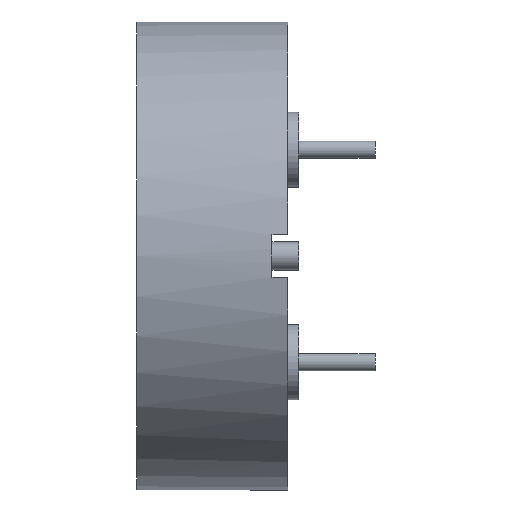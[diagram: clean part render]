
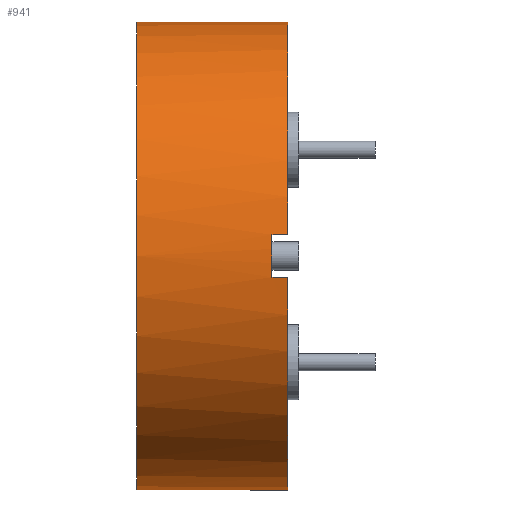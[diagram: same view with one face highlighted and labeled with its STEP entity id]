
A CAD part, left-side view. The second image highlights one B-rep face of the part: STEP entity #941.
In plain terms, the highlighted cylindrical face has radius 11 mm (diameter 22 mm), a partial arc.
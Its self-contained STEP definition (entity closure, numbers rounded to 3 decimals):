
#16 = DIRECTION ( 'NONE',  ( 0., 0., 1. ) ) ;
#37 = CIRCLE ( 'NONE', #268, 11. ) ;
#41 = DIRECTION ( 'NONE',  ( 0., 1., 0. ) ) ;
#43 = VERTEX_POINT ( 'NONE', #381 ) ;
#78 = VERTEX_POINT ( 'NONE', #533 ) ;
#129 = CARTESIAN_POINT ( 'NONE',  ( 0., 7., 11. ) ) ;
#142 = CARTESIAN_POINT ( 'NONE',  ( -10.954, 0.65, 1. ) ) ;
#148 = EDGE_CURVE ( 'NONE', #169, #309, #674, .T. ) ;
#165 = CARTESIAN_POINT ( 'NONE',  ( 0., -0.1, -11. ) ) ;
#169 = VERTEX_POINT ( 'NONE', #610 ) ;
#174 = LINE ( 'NONE', #911, #581 ) ;
#195 = LINE ( 'NONE', #205, #1019 ) ;
#203 = VERTEX_POINT ( 'NONE', #519 ) ;
#205 = CARTESIAN_POINT ( 'NONE',  ( -10.954, 0., 1. ) ) ;
#208 = EDGE_CURVE ( 'NONE', #309, #432, #195, .T. ) ;
#224 = CARTESIAN_POINT ( 'NONE',  ( 0., 7., 0. ) ) ;
#241 = DIRECTION ( 'NONE',  ( 0., 0., 1. ) ) ;
#267 = DIRECTION ( 'NONE',  ( 0., 1., 0. ) ) ;
#268 = AXIS2_PLACEMENT_3D ( 'NONE', #224, #775, #299 ) ;
#286 = VECTOR ( 'NONE', #267, 1000. ) ;
#299 = DIRECTION ( 'NONE',  ( 0., 0., 1. ) ) ;
#309 = VERTEX_POINT ( 'NONE', #142 ) ;
#312 = DIRECTION ( 'NONE',  ( 0., 1., 0. ) ) ;
#317 = CARTESIAN_POINT ( 'NONE',  ( 0., -0.1, 0. ) ) ;
#349 = CARTESIAN_POINT ( 'NONE',  ( 0., 0., -11. ) ) ;
#354 = CARTESIAN_POINT ( 'NONE',  ( 0., -0.1, 0. ) ) ;
#368 = ORIENTED_EDGE ( 'NONE', *, *, #208, .T. ) ;
#381 = CARTESIAN_POINT ( 'NONE',  ( 0., 7., -11. ) ) ;
#392 = VECTOR ( 'NONE', #41, 1000. ) ;
#421 = ORIENTED_EDGE ( 'NONE', *, *, #502, .T. ) ;
#426 = DIRECTION ( 'NONE',  ( 0., 1., 0. ) ) ;
#432 = VERTEX_POINT ( 'NONE', #830 ) ;
#463 = DIRECTION ( 'NONE',  ( 0., 0., 1. ) ) ;
#483 = CIRCLE ( 'NONE', #1035, 11. ) ;
#502 = EDGE_CURVE ( 'NONE', #78, #169, #174, .T. ) ;
#503 = CYLINDRICAL_SURFACE ( 'NONE', #981, 11. ) ;
#504 = ORIENTED_EDGE ( 'NONE', *, *, #641, .T. ) ;
#519 = CARTESIAN_POINT ( 'NONE',  ( 0., -0.1, 11. ) ) ;
#528 = LINE ( 'NONE', #349, #286 ) ;
#533 = CARTESIAN_POINT ( 'NONE',  ( -10.954, -0.1, -1. ) ) ;
#535 = AXIS2_PLACEMENT_3D ( 'NONE', #833, #906, #16 ) ;
#581 = VECTOR ( 'NONE', #822, 1000. ) ;
#602 = EDGE_CURVE ( 'NONE', #432, #203, #634, .T. ) ;
#610 = CARTESIAN_POINT ( 'NONE',  ( -10.954, 0.65, -1. ) ) ;
#611 = EDGE_LOOP ( 'NONE', ( #691, #1032, #421, #880, #368, #733, #504, #705 ) ) ;
#630 = VERTEX_POINT ( 'NONE', #129 ) ;
#634 = CIRCLE ( 'NONE', #945, 11. ) ;
#641 = EDGE_CURVE ( 'NONE', #203, #630, #785, .T. ) ;
#660 = DIRECTION ( 'NONE',  ( 0., 0., 1. ) ) ;
#674 = CIRCLE ( 'NONE', #535, 11. ) ;
#691 = ORIENTED_EDGE ( 'NONE', *, *, #954, .F. ) ;
#705 = ORIENTED_EDGE ( 'NONE', *, *, #1042, .F. ) ;
#723 = CARTESIAN_POINT ( 'NONE',  ( 0., 0., 0. ) ) ;
#733 = ORIENTED_EDGE ( 'NONE', *, *, #602, .T. ) ;
#775 = DIRECTION ( 'NONE',  ( 0., 1., 0. ) ) ;
#785 = LINE ( 'NONE', #1004, #392 ) ;
#816 = VERTEX_POINT ( 'NONE', #165 ) ;
#822 = DIRECTION ( 'NONE',  ( 0., 1., 0. ) ) ;
#830 = CARTESIAN_POINT ( 'NONE',  ( -10.954, -0.1, 1. ) ) ;
#833 = CARTESIAN_POINT ( 'NONE',  ( 0., 0.65, 0. ) ) ;
#880 = ORIENTED_EDGE ( 'NONE', *, *, #148, .T. ) ;
#906 = DIRECTION ( 'NONE',  ( 0., 1., 0. ) ) ;
#911 = CARTESIAN_POINT ( 'NONE',  ( -10.954, 0., -1. ) ) ;
#914 = DIRECTION ( 'NONE',  ( 0., 1., 0. ) ) ;
#920 = FACE_OUTER_BOUND ( 'NONE', #611, .T. ) ;
#941 = ADVANCED_FACE ( 'NONE', ( #920 ), #503, .T. ) ;
#945 = AXIS2_PLACEMENT_3D ( 'NONE', #317, #312, #241 ) ;
#954 = EDGE_CURVE ( 'NONE', #816, #43, #528, .T. ) ;
#981 = AXIS2_PLACEMENT_3D ( 'NONE', #723, #426, #660 ) ;
#990 = EDGE_CURVE ( 'NONE', #816, #78, #483, .T. ) ;
#996 = DIRECTION ( 'NONE',  ( 0., -1., 0. ) ) ;
#1004 = CARTESIAN_POINT ( 'NONE',  ( 0., 0., 11. ) ) ;
#1019 = VECTOR ( 'NONE', #996, 1000. ) ;
#1032 = ORIENTED_EDGE ( 'NONE', *, *, #990, .T. ) ;
#1035 = AXIS2_PLACEMENT_3D ( 'NONE', #354, #914, #463 ) ;
#1042 = EDGE_CURVE ( 'NONE', #43, #630, #37, .T. ) ;
